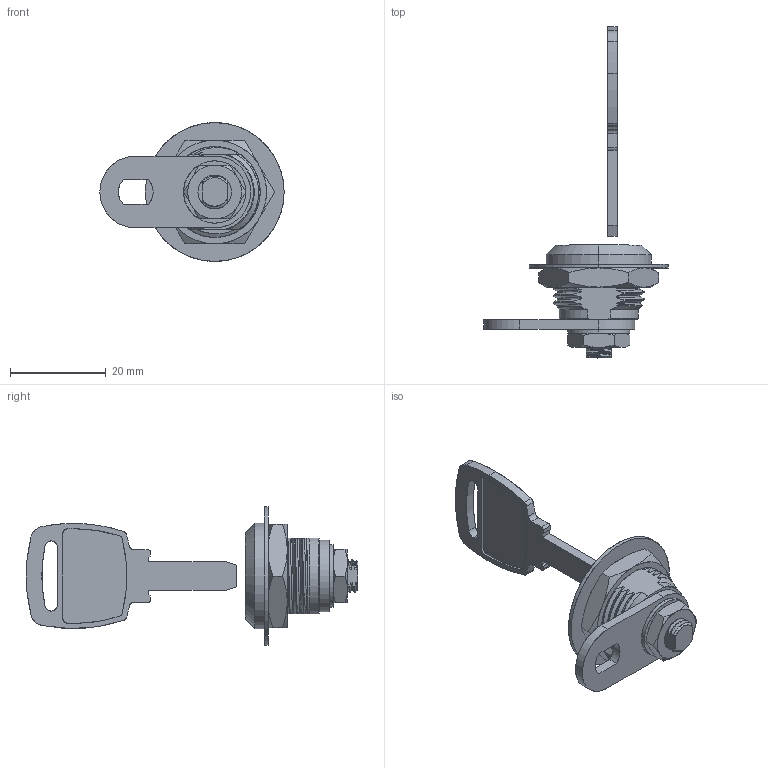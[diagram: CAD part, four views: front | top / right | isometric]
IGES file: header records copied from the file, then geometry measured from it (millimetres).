
Start section: SolidWorks IGES file using analytic representation for surfaces
Global section: file name: KC-108S.IGS; native system: SolidWorks 2020; preprocessor: SolidWorks 2020; author: anubh; date: 220105.111750; units: millimetre
Bounding box: 38.5 x 69.38 x 29 mm (x, y, z)
Surface area: 6545.9 mm2 (no closed solid volume)
Topology: 0 solids, 0 shells, 462 faces, 5387 edges, 5385 vertices
Faces by surface type: bspline 331, revolution 131
